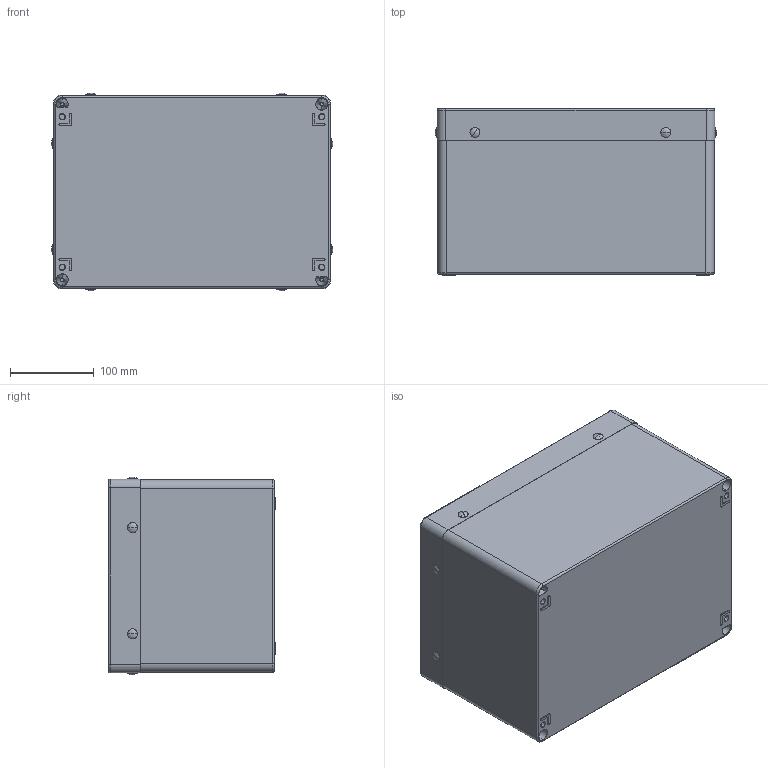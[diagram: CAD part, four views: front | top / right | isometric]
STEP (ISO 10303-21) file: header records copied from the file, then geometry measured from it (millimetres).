
FILE_DESCRIPTION (( 'STEP AP214' ), '1' );
FILE_NAME ('13131000.STEP', '2016-03-31T09:44:03', ( 'Macha' ), ( 'Hewlett-Packard Company' ), 'SwSTEP 2.0', 'SolidWorks 2015', '' );
FILE_SCHEMA (( 'AUTOMOTIVE_DESIGN' ));
Length unit declared in the file: millimetre
Products named in the file (7): 13131000; 94411; 93261; 83111; 93117; 08062_Bearbeitung Griff ; 03621_Bearbeitung Zeichng.01-2-036210-01-0
Assembly tree (19 placements, depth 2):
  13131000
    03621_Bearbeitung Zeichng.01-2-036210-01-0
    08062_Bearbeitung Griff 
    93117
    83111  x4
    93261  x4
    94411  x8
Bounding box: 336.5 x 199 x 236.5 mm (x, y, z)
Volume: 1998192.8 mm3; surface area: 688608.3 mm2
Topology: 20 solids, 20 shells, 1404 faces, 3240 edges, 1946 vertices
Faces by surface type: plane 471, cylinder 369, cone 229, torus 206, bspline 109, sphere 20
Entity records: 40776 total; most frequent: CARTESIAN_POINT 13054, DIRECTION 5780, ORIENTED_EDGE 5560, EDGE_CURVE 2780, AXIS2_PLACEMENT_3D 2238, VERTEX_POINT 1692, EDGE_LOOP 1326, VECTOR 1304
